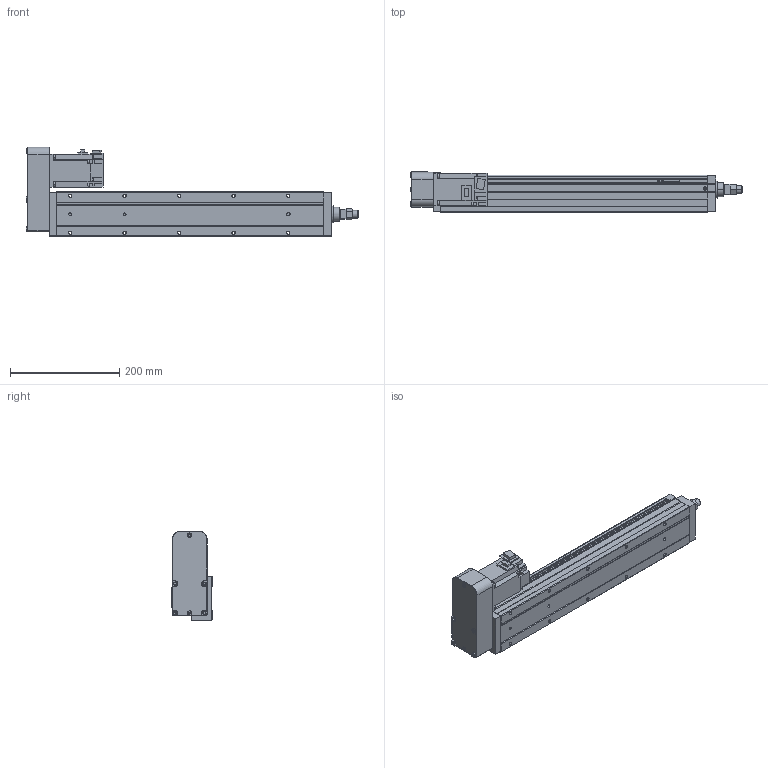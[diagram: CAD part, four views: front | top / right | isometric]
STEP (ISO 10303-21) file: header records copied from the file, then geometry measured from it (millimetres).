
FILE_DESCRIPTION (( 'STEP AP214' ), '1' );
FILE_NAME ('ETU08BL-16XLD-0300-XXXX.STEP', '2025-02-28T14:47:35', ( '' ), ( '' ), 'SwSTEP 2.0', 'SolidWorks 2022', '' );
FILE_SCHEMA (( 'AUTOMOTIVE_DESIGN' ));
Length unit declared in the file: millimetre
Products named in the file (10): ETU08-300NUT; ETU08-300SENSOR; ETU08-300BODY0; ETU08-300MOTOR; ETU08-300BODY3; ETU08-300BODY2; ETU08-300BODY1; ETU08-300ROD; FANG STICKER; ETU08BL-16XLD-0300-XXXX
Assembly tree (10 placements, depth 2):
  ETU08BL-16XLD-0300-XXXX
    ETU08-300BODY0
    ETU08-300BODY1
    ETU08-300BODY2
    ETU08-300BODY3
    ETU08-300MOTOR
    ETU08-300ROD
    ETU08-300NUT
    ETU08-300SENSOR  x2
    FANG STICKER
Bounding box: 609 x 74.3 x 163.8 mm (x, y, z)
Volume: 3041960.1 mm3; surface area: 360009.9 mm2
Topology: 10 solids, 10 shells, 909 faces, 2307 edges, 1490 vertices
Faces by surface type: plane 598, cylinder 207, cone 96, torus 8
Entity records: 27397 total; most frequent: CARTESIAN_POINT 4821, DIRECTION 4605, ORIENTED_EDGE 4538, EDGE_CURVE 2269, LINE 1713, VECTOR 1713, VERTEX_POINT 1470, AXIS2_PLACEMENT_3D 1446
